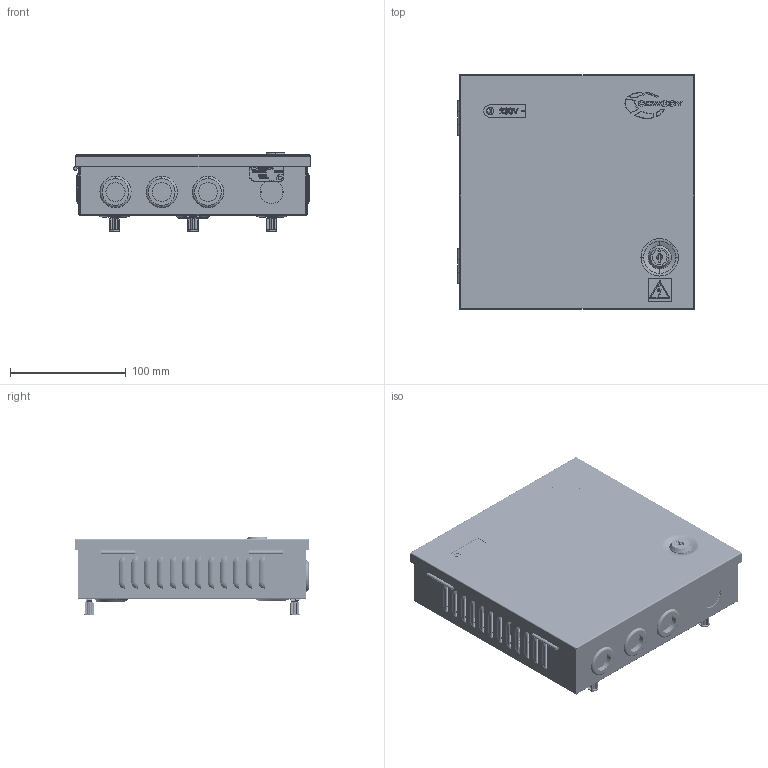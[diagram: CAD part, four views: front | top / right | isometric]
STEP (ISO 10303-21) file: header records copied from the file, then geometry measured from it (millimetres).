
FILE_DESCRIPTION (( 'STEP AP214' ), '1' );
FILE_NAME ('ADCCTV1210-09.STEP', '2021-08-02T11:43:58', ( '' ), ( '' ), 'SwSTEP 2.0', 'SolidWorks 2020', '' );
FILE_SCHEMA (( 'AUTOMOTIVE_DESIGN' ));
Length unit declared in the file: millimetre
Products named in the file (26): Parte 2 Deviatore a Rotella Panasonic AM5; User Library-Portafusible Europeo CI; EP0057-VARISTOR; ELEC ADCCTV1210-09_rev02; EP0516-POLYSWITCH; Deviatore a Rotella Panasonic AM5_LIBRE; RedLED-3mm; GreenLED-3mm; CAM LOCK S; ISO 7045 - M3 x 6 - Z --- 6S_ISO 7045 - M3 x 6 - Z --- 6S; ELECTRONIQUE ADCCTV1210-09_REV02; LED 5MM RVO_VERT; BOITIER ADCCTV1210-09_REV02; User Library-Pot - RES_VAR1; Parte 3 Deviatore a Rotella Panasonic AM5; User Library-20mm diameter panel hole grommet; Parte 4 Deviatore a Rotella Panasonic AM5; User Library-chave-1_Valor predeterminado; Parte 1 Deviatore a Rotella Panasonic AM5; HB-9500_3P; ADCCTV1210-09; r6513-00_paroi 0.8mm; ENTRETOISE_H35; capot ADCCTV1210-09_REV02; KF7.62_6P; ISO 7046-1 - M3 x 6 - Z --- 6S_ISO 7046-1 - M3 x 6 - Z --- 6S
Assembly tree (62 placements, depth 3):
  ADCCTV1210-09
    BOITIER ADCCTV1210-09_REV02
    ELECTRONIQUE ADCCTV1210-09_REV02
      ELEC ADCCTV1210-09_rev02
      User Library-Portafusible Europeo CI
      User Library-chave-1_Valor predeterminado
      GreenLED-3mm  x9
      capot ADCCTV1210-09_REV02
      ENTRETOISE_H35  x3
      ISO 7046-1 - M3 x 6 - Z --- 6S_ISO 7046-1 - M3 x 6 - Z --- 6S  x3
      ISO 7045 - M3 x 6 - Z --- 6S_ISO 7045 - M3 x 6 - Z --- 6S  x4
      User Library-Pot - RES_VAR1
      KF7.62_6P  x3
      RedLED-3mm
      HB-9500_3P
      EP0057-VARISTOR  x9
      EP0516-POLYSWITCH  x9
      LED 5MM RVO_VERT
    Deviatore a Rotella Panasonic AM5_LIBRE
      Parte 1 Deviatore a Rotella Panasonic AM5
      Parte 2 Deviatore a Rotella Panasonic AM5
      Parte 3 Deviatore a Rotella Panasonic AM5
      Parte 4 Deviatore a Rotella Panasonic AM5
    r6513-00_paroi 0.8mm  x3
    User Library-20mm diameter panel hole grommet  x3
    CAM LOCK S
Bounding box: 204.7 x 203 x 68 mm (x, y, z)
Volume: 212723.1 mm3; surface area: 386043.3 mm2
Topology: 84 solids, 87 shells, 6507 faces, 17541 edges, 11458 vertices
Faces by surface type: plane 3653, cylinder 1342, bspline 686, cone 425, torus 374, sphere 27
Entity records: 190947 total; most frequent: CARTESIAN_POINT 62616, ORIENTED_EDGE 23824, DIRECTION 19720, EDGE_CURVE 11916, VECTOR 8152, LINE 8152, VERTEX_POINT 7998, AXIS2_PLACEMENT_3D 5784
